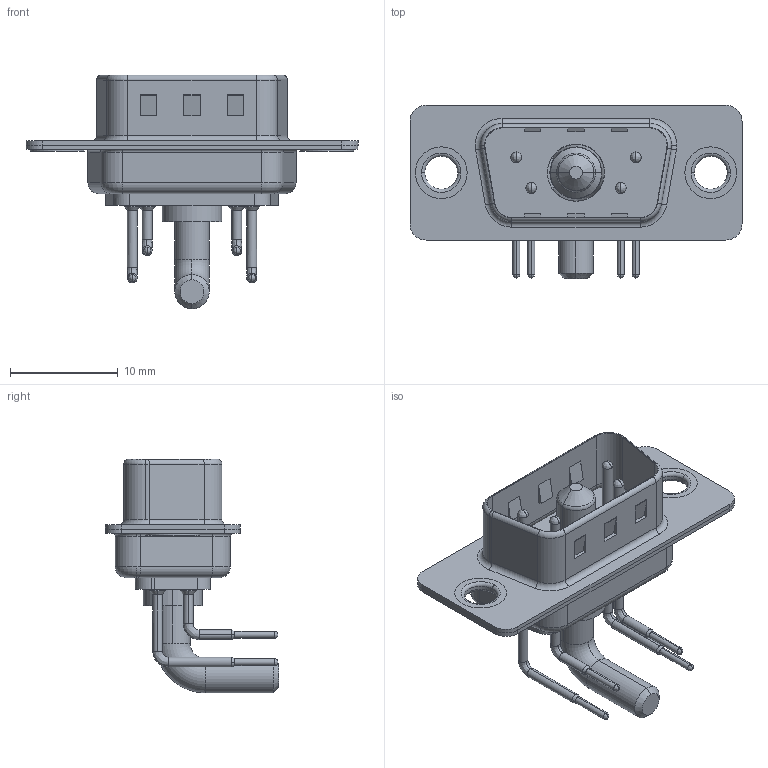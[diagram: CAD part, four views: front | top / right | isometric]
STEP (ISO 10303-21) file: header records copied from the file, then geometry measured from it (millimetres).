
FILE_DESCRIPTION (( 'STEP AP203' ), '1' );
FILE_NAME ('629-5W1-240-3N1.STEP', '2022-05-04T11:55:48', ( '' ), ( '' ), 'SwSTEP 2.0', 'SolidWorks 2020', '' );
FILE_SCHEMA (( 'CONFIG_CONTROL_DESIGN' ));
Length unit declared in the file: millimetre
Products named in the file (8): 629Combo Contact Row 1; 629Combo Housing_5W1; 629Combo Shell Front_09 Contacts; Power Pin_30A RA; 629Combo Contact Row 2; 629Combo Thru Hole Rivet; 629Combo Shell Rear_09 Contacts; 629-5W1-240-3N1
Assembly tree (10 placements, depth 2):
  629-5W1-240-3N1
    629Combo Housing_5W1
    629Combo Shell Rear_09 Contacts
    629Combo Shell Front_09 Contacts
    629Combo Thru Hole Rivet  x2
    Power Pin_30A RA
    629Combo Contact Row 1  x2
    629Combo Contact Row 2  x2
Bounding box: 30.8 x 16.05 x 21.7 mm (x, y, z)
Volume: 1428.3 mm3; surface area: 3644.9 mm2
Topology: 11 solids, 11 shells, 761 faces, 2011 edges, 1286 vertices
Faces by surface type: plane 373, cylinder 278, torus 62, bspline 25, cone 23
Entity records: 17512 total; most frequent: CARTESIAN_POINT 3092, DIRECTION 2960, ORIENTED_EDGE 2750, EDGE_CURVE 1375, AXIS2_PLACEMENT_3D 1067, VERTEX_POINT 880, LINE 826, VECTOR 826
